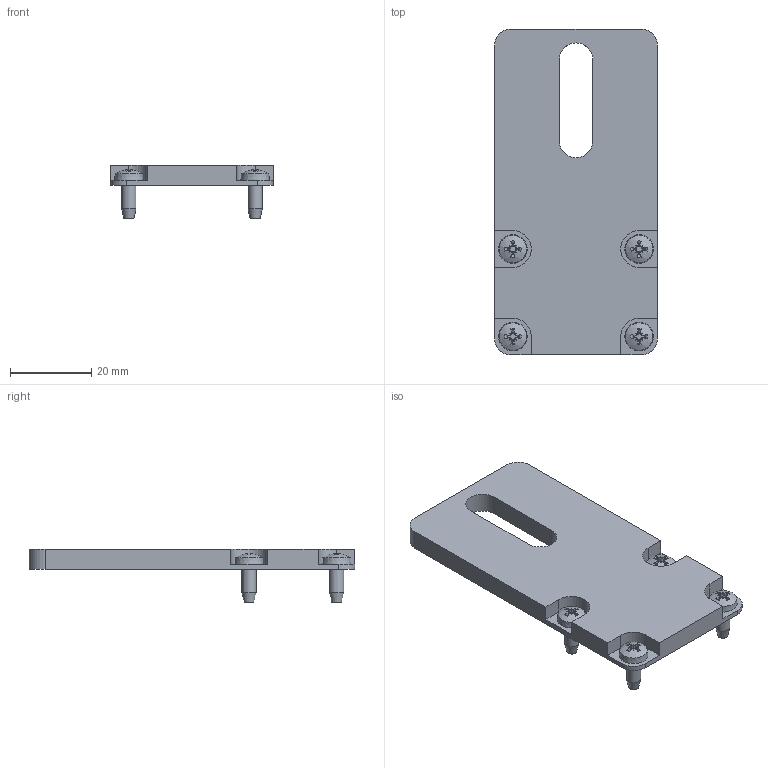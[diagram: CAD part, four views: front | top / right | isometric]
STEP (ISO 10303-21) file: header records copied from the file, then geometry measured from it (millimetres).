
FILE_DESCRIPTION(/* description */ (''),/* implementation_level */ '2;1');
FILE_NAME(/* name */ '13251_KriTec_Rollenschiene_8_Abdeckplatte_80x40.stp',/* time_stamp */ '2015-09-29T11:00:12+02:00',/* author */ ('kostic'),/* organization */ (''),/* preprocessor_version */ 'ST-DEVELOPER v15.2',/* originating_system */ 'Autodesk Inventor 2014',/* authorisation */ '');
FILE_SCHEMA (('CONFIG_CONTROL_DESIGN'));
Length unit declared in the file: millimetre
Products named in the file (3): 13251_KriTec_Rollenschiene_8_Abdeckplatte_80x40; ISO 7049 - ST3,5 x 9,5 - F - ZDIN ISO
Assembly tree (5 placements, depth 2):
  13251_KriTec_Rollenschiene_8_Abdeckplatte_80x40
    13251_KriTec_Rollenschiene_8_Abdeckplatte_80x40
    ISO 7049 - ST3,5 x 9,5 - F - ZDIN ISO  x4
Bounding box: 40 x 80 x 13.25 mm (x, y, z)
Volume: 14319.6 mm3; surface area: 8378.1 mm2
Topology: 5 solids, 5 shells, 190 faces, 498 edges, 326 vertices
Faces by surface type: plane 92, cone 60, cylinder 18, torus 16, sphere 4
Full cylindrical faces by diameter (mm): 3.5 x4, 4.2 x4
Entity records: 2645 total; most frequent: CARTESIAN_POINT 743, ORIENTED_EDGE 378, DIRECTION 376, EDGE_CURVE 189, AXIS2_PLACEMENT_3D 150, VERTEX_POINT 129, EDGE_LOOP 92, LINE 76
